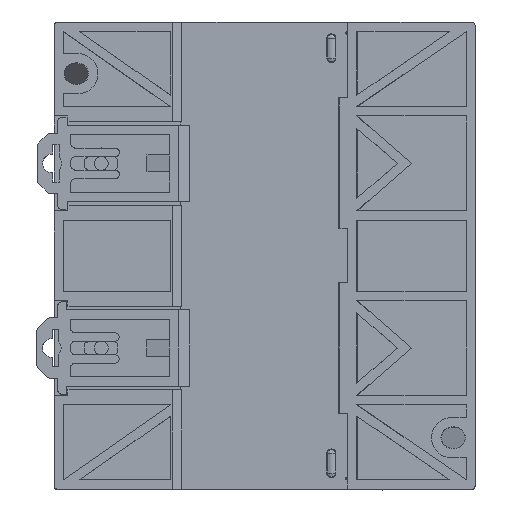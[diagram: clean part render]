
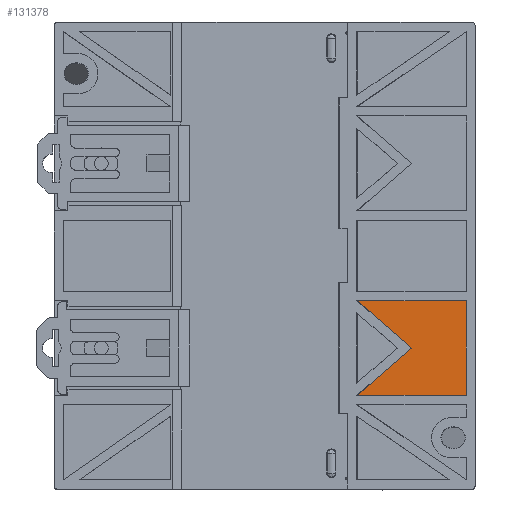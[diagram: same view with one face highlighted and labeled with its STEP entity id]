
A CAD part, top view. The second image highlights one B-rep face of the part: STEP entity #131378.
In plain terms, the highlighted planar face has unit normal (0, 0, 1).
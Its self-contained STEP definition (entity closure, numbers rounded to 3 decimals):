
#16905=DIRECTION('',(-0.755,0.655,0.));
#16906=VECTOR('',#16905,15.421);
#16907=CARTESIAN_POINT('',(268.794,183.415,-15.));
#16908=LINE('',#16907,#16906);
#16909=DIRECTION('',(0.,-1.,0.));
#16910=VECTOR('',#16909,20.3);
#16911=CARTESIAN_POINT('',(280.495,193.565,-15.));
#16912=LINE('',#16911,#16910);
#16913=DIRECTION('',(0.755,0.655,0.));
#16914=VECTOR('',#16913,15.421);
#16915=CARTESIAN_POINT('',(257.145,173.311,-15.));
#16916=LINE('',#16915,#16914);
#16917=DIRECTION('',(0.,-1.,0.));
#16918=VECTOR('',#16917,0.045);
#16919=CARTESIAN_POINT('',(257.145,193.565,-15.));
#16920=LINE('',#16919,#16918);
#16933=DIRECTION('',(-1.,0.,0.));
#16934=VECTOR('',#16933,23.35);
#16935=CARTESIAN_POINT('',(280.495,193.565,-15.));
#16936=LINE('',#16935,#16934);
#16945=DIRECTION('',(0.,-1.,0.));
#16946=VECTOR('',#16945,0.045);
#16947=CARTESIAN_POINT('',(257.145,173.311,-15.));
#16948=LINE('',#16947,#16946);
#16953=DIRECTION('',(1.,0.,0.));
#16954=VECTOR('',#16953,23.35);
#16955=CARTESIAN_POINT('',(257.145,173.265,-15.));
#16956=LINE('',#16955,#16954);
#88021=CARTESIAN_POINT('',(268.794,183.415,-15.));
#88022=CARTESIAN_POINT('',(257.145,193.52,-15.));
#88023=VERTEX_POINT('',#88021);
#88024=VERTEX_POINT('',#88022);
#88025=CARTESIAN_POINT('',(280.495,193.565,-15.));
#88026=CARTESIAN_POINT('',(280.495,173.265,-15.));
#88027=VERTEX_POINT('',#88025);
#88028=VERTEX_POINT('',#88026);
#88029=CARTESIAN_POINT('',(257.145,173.311,-15.));
#88030=VERTEX_POINT('',#88029);
#88031=CARTESIAN_POINT('',(257.145,193.565,-15.));
#88032=VERTEX_POINT('',#88031);
#88033=CARTESIAN_POINT('',(257.145,173.265,-15.));
#88034=VERTEX_POINT('',#88033);
#131358=CARTESIAN_POINT('',(268.82,183.415,-15.));
#131359=DIRECTION('',(0.,0.,1.));
#131360=DIRECTION('',(1.,0.,0.));
#131361=AXIS2_PLACEMENT_3D('',#131358,#131359,#131360);
#131362=PLANE('',#131361);
#131364=ORIENTED_EDGE('',*,*,#131363,.T.);
#131366=ORIENTED_EDGE('',*,*,#131365,.F.);
#131368=ORIENTED_EDGE('',*,*,#131367,.F.);
#131369=ORIENTED_EDGE('',*,*,#131341,.T.);
#131371=ORIENTED_EDGE('',*,*,#131370,.F.);
#131373=ORIENTED_EDGE('',*,*,#131372,.F.);
#131375=ORIENTED_EDGE('',*,*,#131374,.T.);
#131376=EDGE_LOOP('',(#131364,#131366,#131368,#131369,#131371,#131373,#131375));
#131377=FACE_OUTER_BOUND('',#131376,.F.);
#131341=EDGE_CURVE('',#88027,#88028,#16912,.T.);
#131363=EDGE_CURVE('',#88023,#88024,#16908,.T.);
#131365=EDGE_CURVE('',#88032,#88024,#16920,.T.);
#131367=EDGE_CURVE('',#88027,#88032,#16936,.T.);
#131370=EDGE_CURVE('',#88034,#88028,#16956,.T.);
#131372=EDGE_CURVE('',#88030,#88034,#16948,.T.);
#131374=EDGE_CURVE('',#88030,#88023,#16916,.T.);
#131378=ADVANCED_FACE('',(#131377),#131362,.T.);
